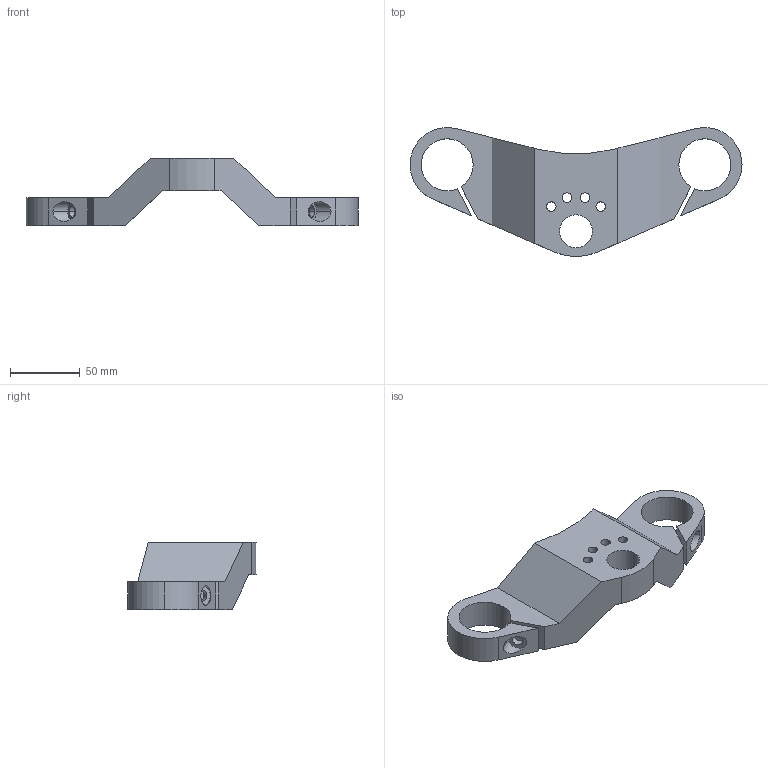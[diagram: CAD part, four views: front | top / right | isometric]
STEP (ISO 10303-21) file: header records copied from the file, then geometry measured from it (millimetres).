
FILE_DESCRIPTION (( 'STEP AP203' ), '1' );
FILE_NAME ('Té de fourche YAMAHA.STEP', '2019-10-28T11:57:34', ( '' ), ( '' ), 'SwSTEP 2.0', 'SolidWorks 2016', '' );
FILE_SCHEMA (( 'CONFIG_CONTROL_DESIGN' ));
Length unit declared in the file: millimetre
Products named in the file (1): Té de fourche YAMAHA
Bounding box: 237.68 x 92.01 x 48 mm (x, y, z)
Volume: 273293.4 mm3; surface area: 50740.3 mm2
Topology: 1 solids, 1 shells, 73 faces, 201 edges, 125 vertices
Faces by surface type: cylinder 39, plane 22, cone 12
Entity records: 2370 total; most frequent: CARTESIAN_POINT 420, DIRECTION 405, ORIENTED_EDGE 382, EDGE_CURVE 191, AXIS2_PLACEMENT_3D 150, VERTEX_POINT 125, VECTOR 105, LINE 105
